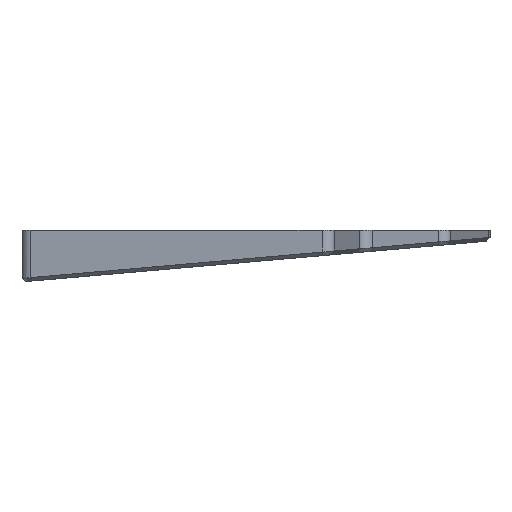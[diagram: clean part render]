
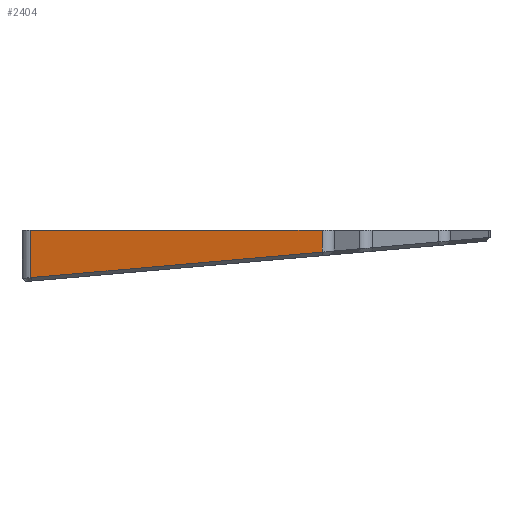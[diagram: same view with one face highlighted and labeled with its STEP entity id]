
A CAD part, left-side view. The second image highlights one B-rep face of the part: STEP entity #2404.
In plain terms, the highlighted planar face has unit normal (-0.985, 0.173, 0).
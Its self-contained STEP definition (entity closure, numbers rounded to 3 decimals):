
#78=B_SPLINE_CURVE_WITH_KNOTS('',3,(#4440,#4441,#4442,#4443),
 .UNSPECIFIED.,.F.,.F.,(4,4),(1.716,1.745),
 .UNSPECIFIED.);
#164=PLANE('',#2580);
#293=FACE_OUTER_BOUND('',#446,.T.);
#446=EDGE_LOOP('',(#2039,#2040,#2041,#2042,#2043));
#545=LINE('',#3421,#752);
#639=LINE('',#4419,#846);
#654=LINE('',#4504,#861);
#655=LINE('',#4507,#862);
#752=VECTOR('',#2832,10.);
#846=VECTOR('',#3000,10.);
#861=VECTOR('',#3043,10.);
#862=VECTOR('',#3048,10.);
#1049=VERTEX_POINT('',#3418);
#1050=VERTEX_POINT('',#3420);
#1166=VERTEX_POINT('',#4371);
#1170=VERTEX_POINT('',#4412);
#1173=VERTEX_POINT('',#4417);
#1297=EDGE_CURVE('',#1050,#1049,#545,.T.);
#1469=EDGE_CURVE('',#1173,#1170,#639,.T.);
#1471=EDGE_CURVE('',#1166,#1173,#78,.T.);
#1492=EDGE_CURVE('',#1170,#1049,#654,.T.);
#1493=EDGE_CURVE('',#1050,#1166,#655,.T.);
#2039=ORIENTED_EDGE('',*,*,#1471,.F.);
#2040=ORIENTED_EDGE('',*,*,#1493,.F.);
#2041=ORIENTED_EDGE('',*,*,#1297,.T.);
#2042=ORIENTED_EDGE('',*,*,#1492,.F.);
#2043=ORIENTED_EDGE('',*,*,#1469,.F.);
#2404=ADVANCED_FACE('',(#293),#164,.T.);
#2580=AXIS2_PLACEMENT_3D('',#4506,#3046,#3047);
#2832=DIRECTION('',(0.173,0.985,0.));
#3000=DIRECTION('',(0.172,0.981,-0.086));
#3043=DIRECTION('',(0.,0.,1.));
#3046=DIRECTION('center_axis',(-0.985,0.173,0.));
#3047=DIRECTION('ref_axis',(0.173,0.985,0.));
#3048=DIRECTION('',(0.,0.,-1.));
#3418=CARTESIAN_POINT('',(-22.735,-4.742,-2.));
#3420=CARTESIAN_POINT('',(-37.263,-87.425,-2.));
#3421=CARTESIAN_POINT('',(-37.263,-87.425,-2.));
#4371=CARTESIAN_POINT('',(-37.263,-87.425,-8.166));
#4412=CARTESIAN_POINT('',(-22.735,-4.742,-15.4));
#4417=CARTESIAN_POINT('',(-37.249,-87.34,-8.173));
#4419=CARTESIAN_POINT('',(-33.833,-67.9,-9.874));
#4440=CARTESIAN_POINT('Ctrl Pts',(-37.263,-87.425,-8.166));
#4441=CARTESIAN_POINT('Ctrl Pts',(-37.258,-87.396,-8.168));
#4442=CARTESIAN_POINT('Ctrl Pts',(-37.254,-87.368,-8.171));
#4443=CARTESIAN_POINT('Ctrl Pts',(-37.249,-87.34,-8.173));
#4504=CARTESIAN_POINT('',(-22.735,-4.742,-4.));
#4506=CARTESIAN_POINT('Origin',(-37.263,-87.425,-4.));
#4507=CARTESIAN_POINT('',(-37.263,-87.425,-4.));
